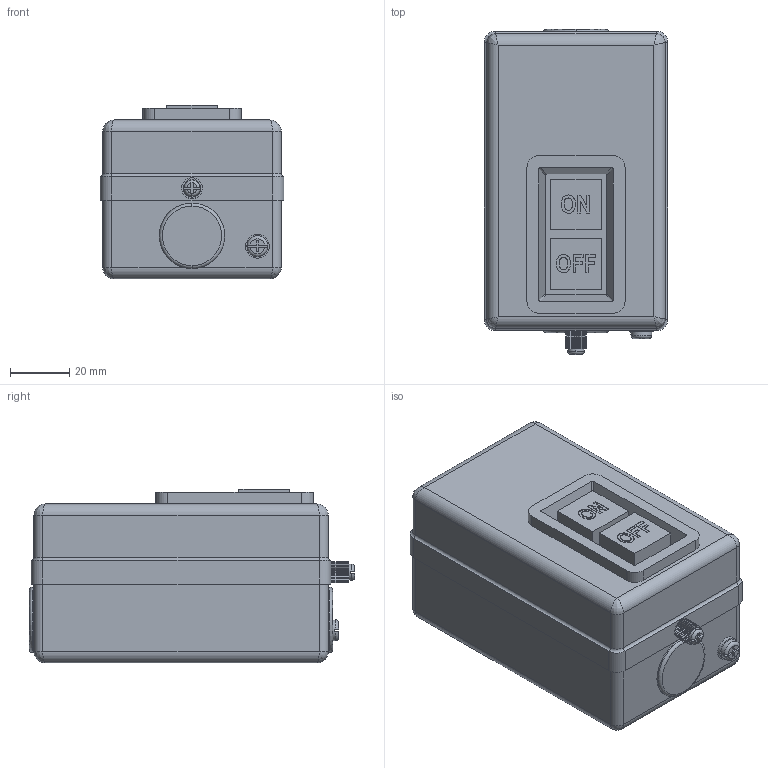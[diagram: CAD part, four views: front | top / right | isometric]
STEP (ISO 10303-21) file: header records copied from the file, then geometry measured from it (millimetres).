
FILE_DESCRIPTION (( 'STEP AP214' ), '1' );
FILE_NAME ('KVK30-16-3 Âûêëþ÷àòåëü ÂÊÈ-230 3Ð 16À 230_400Â IP40 ÈÝÊ.STEP', '2017-11-09T08:26:53', ( '' ), ( '' ), 'SwSTEP 2.0', 'SolidWorks 2014', '' );
FILE_SCHEMA (( 'AUTOMOTIVE_DESIGN' ));
Length unit declared in the file: millimetre
Products named in the file (1): KVK30-16-3 Âûêëþ÷àòåëü ÂÊÈ-230 3Ð 16À 230_400Â IP40 ÈÝÊ
Bounding box: 61.8 x 109.4 x 58.5 mm (x, y, z)
Volume: 111791.8 mm3; surface area: 73735.7 mm2
Topology: 2 solids, 2 shells, 557 faces, 1487 edges, 951 vertices
Faces by surface type: plane 361, cylinder 131, bspline 36, torus 29
Entity records: 19072 total; most frequent: CARTESIAN_POINT 5393, ORIENTED_EDGE 2942, DIRECTION 2677, EDGE_CURVE 1471, LINE 1063, VECTOR 1063, VERTEX_POINT 951, AXIS2_PLACEMENT_3D 807
